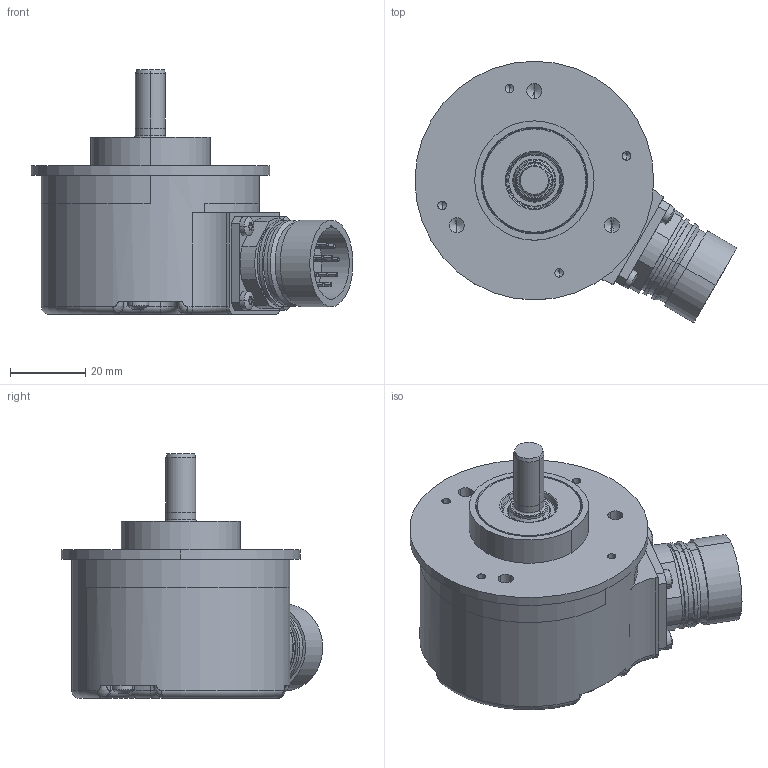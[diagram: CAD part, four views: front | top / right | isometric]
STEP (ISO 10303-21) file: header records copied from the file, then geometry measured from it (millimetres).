
FILE_DESCRIPTION((''),'2;1');
FILE_NAME('527764','2010-11-10T',('se2802'),(''),'PRO/ENGINEER BY PARAMETRIC TECHNOLOGY CORPORATION, 2010180','PRO/ENGINEER BY PARAMETRIC TECHNOLOGY CORPORATION, 2010180','');
FILE_SCHEMA(('CONFIG_CONTROL_DESIGN'));
Products named in the file (1): 527764
Bounding box: 85.65 x 69.51 x 65 mm (x, y, z)
Volume: 72901.8 mm3; surface area: 42554.8 mm2
Topology: 1 solids, 2 shells, 1528 faces, 4181 edges, 2706 vertices
Faces by surface type: cylinder 555, plane 478, extrusion 324, torus 77, cone 68, sphere 20, bspline 6
Entity records: 54512 total; most frequent: CARTESIAN_POINT 16143, ORIENTED_EDGE 8330, DIRECTION 7482, EDGE_CURVE 4165, AXIS2_PLACEMENT_3D 2743, VERTEX_POINT 2706, VECTOR 1996, EDGE_LOOP 1677
